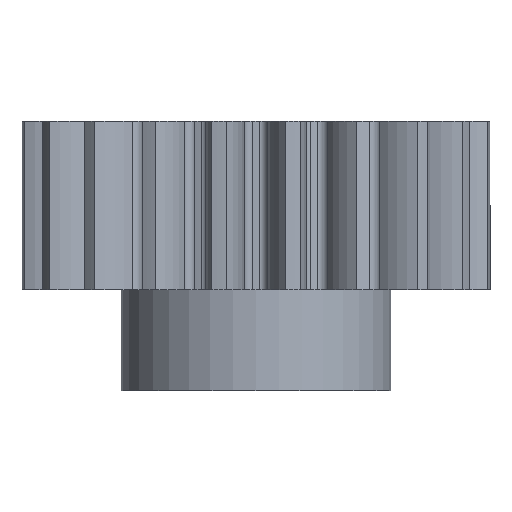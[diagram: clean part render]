
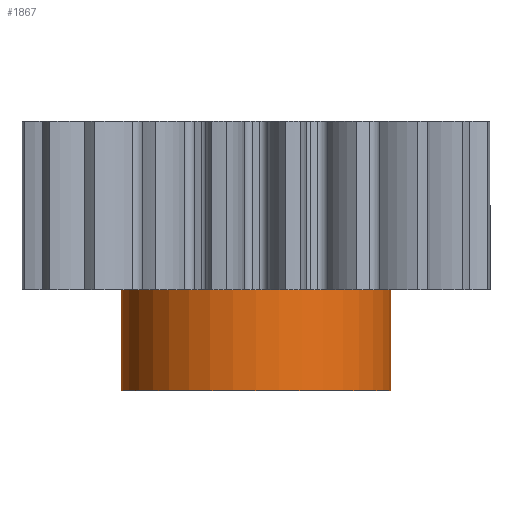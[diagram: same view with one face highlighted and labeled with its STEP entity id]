
A CAD part, front view. The second image highlights one B-rep face of the part: STEP entity #1867.
In plain terms, the highlighted cylindrical face has radius 20 mm (diameter 40 mm), a partial arc.
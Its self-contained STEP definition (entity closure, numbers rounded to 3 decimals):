
#243 = ORIENTED_EDGE ( 'NONE', *, *, #5886, .F. ) ;
#274 = ORIENTED_EDGE ( 'NONE', *, *, #5654, .T. ) ;
#371 = ORIENTED_EDGE ( 'NONE', *, *, #5639, .T. ) ;
#686 = EDGE_LOOP ( 'NONE', ( #939, #243, #371, #274 ) ) ;
#939 = ORIENTED_EDGE ( 'NONE', *, *, #5894, .F. ) ;
#1067 = CARTESIAN_POINT ( 'NONE',  ( 20., 0., 0. ) ) ;
#1069 = CARTESIAN_POINT ( 'NONE',  ( 20., 0., -15. ) ) ;
#1072 = CARTESIAN_POINT ( 'NONE',  ( -20., 0., 0. ) ) ;
#1077 = CARTESIAN_POINT ( 'NONE',  ( -20., 0., -15. ) ) ;
#1618 = CARTESIAN_POINT ( 'NONE',  ( 20., 0., -40. ) ) ;
#1630 = DIRECTION ( 'NONE',  ( 0., 0., 1. ) ) ;
#1703 = CARTESIAN_POINT ( 'NONE',  ( 0., 0., 0. ) ) ;
#1705 = DIRECTION ( 'NONE',  ( 0., 0., -1. ) ) ;
#1707 = DIRECTION ( 'NONE',  ( 1., 0., 0. ) ) ;
#1867 = ADVANCED_FACE ( 'NONE', ( #2820 ), #2652, .T. ) ;
#1924 = AXIS2_PLACEMENT_3D ( 'NONE', #4824, #4828, #4825 ) ;
#2410 = AXIS2_PLACEMENT_3D ( 'NONE', #1703, #1705, #1707 ) ;
#2652 = CYLINDRICAL_SURFACE ( 'NONE', #5559, 20. ) ;
#2820 = FACE_OUTER_BOUND ( 'NONE', #686, .T. ) ;
#3121 = CARTESIAN_POINT ( 'NONE',  ( 0., 0., -40. ) ) ;
#3267 = DIRECTION ( 'NONE',  ( 1., 0., 0. ) ) ;
#3426 = DIRECTION ( 'NONE',  ( 0., 0., 1. ) ) ;
#4280 = LINE ( 'NONE', #1618, #4282 ) ;
#4282 = VECTOR ( 'NONE', #1630, 1000. ) ;
#4304 = CIRCLE ( 'NONE', #2410, 20. ) ;
#4503 = CIRCLE ( 'NONE', #1924, 20. ) ;
#4506 = LINE ( 'NONE', #4856, #4512 ) ;
#4512 = VECTOR ( 'NONE', #4855, 1000. ) ;
#4824 = CARTESIAN_POINT ( 'NONE',  ( 0., 0., -15. ) ) ;
#4825 = DIRECTION ( 'NONE',  ( -1., 0., 0. ) ) ;
#4828 = DIRECTION ( 'NONE',  ( 0., 0., -1. ) ) ;
#4855 = DIRECTION ( 'NONE',  ( 0., 0., 1. ) ) ;
#4856 = CARTESIAN_POINT ( 'NONE',  ( -20., 0., -40. ) ) ;
#5559 = AXIS2_PLACEMENT_3D ( 'NONE', #3121, #3426, #3267 ) ;
#5639 = EDGE_CURVE ( 'NONE', #6133, #6131, #4280, .T. ) ;
#5654 = EDGE_CURVE ( 'NONE', #6131, #6134, #4304, .T. ) ;
#5886 = EDGE_CURVE ( 'NONE', #6133, #6136, #4503, .T. ) ;
#5894 = EDGE_CURVE ( 'NONE', #6136, #6134, #4506, .T. ) ;
#6131 = VERTEX_POINT ( 'NONE', #1067 ) ;
#6133 = VERTEX_POINT ( 'NONE', #1069 ) ;
#6134 = VERTEX_POINT ( 'NONE', #1072 ) ;
#6136 = VERTEX_POINT ( 'NONE', #1077 ) ;
